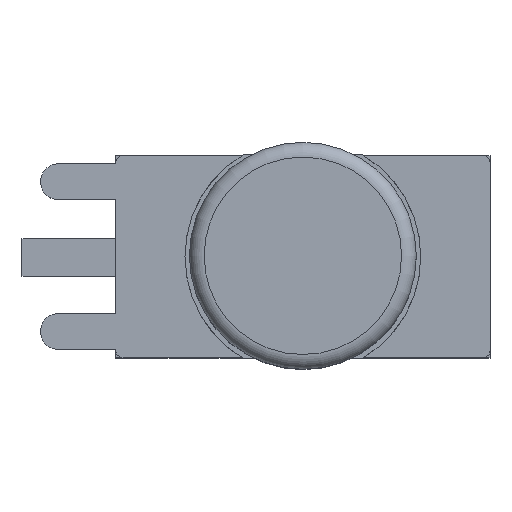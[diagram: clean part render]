
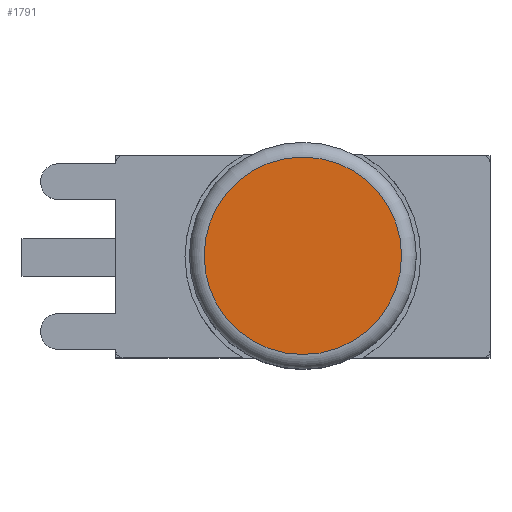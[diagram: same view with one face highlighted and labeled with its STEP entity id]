
A CAD part, top view. The second image highlights one B-rep face of the part: STEP entity #1791.
In plain terms, the highlighted planar face has unit normal (0, 0, 1).
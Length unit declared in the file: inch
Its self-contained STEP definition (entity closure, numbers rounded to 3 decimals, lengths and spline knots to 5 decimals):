
#1751=CARTESIAN_POINT('',(-0.13189,0.0,1.0563));
#1752=VERTEX_POINT('',#1751);
#1753=CARTESIAN_POINT('',(0.0,0.0,1.0563));
#1754=DIRECTION('',(0.0,0.0,-1.0));
#1755=DIRECTION('',(1.0,0.0,0.0));
#1756=AXIS2_PLACEMENT_3D('',#1753,#1754,#1755);
#1757=CIRCLE('',#1756,0.13189);
#1758=EDGE_CURVE('',#1752,#1752,#1757,.T.);
#1783=CARTESIAN_POINT('',(-0.14508,0.14508,1.0563));
#1784=DIRECTION('',(0.0,0.0,-1.0));
#1785=DIRECTION('',(-1.0,0.0,0.0));
#1786=AXIS2_PLACEMENT_3D('',#1783,#1784,#1785);
#1787=PLANE('',#1786);
#1788=ORIENTED_EDGE('',*,*,#1758,.F.);
#1789=EDGE_LOOP('',(#1788));
#1790=FACE_OUTER_BOUND('',#1789,.T.);
#1791=ADVANCED_FACE('',(#1790),#1787,.F.);
